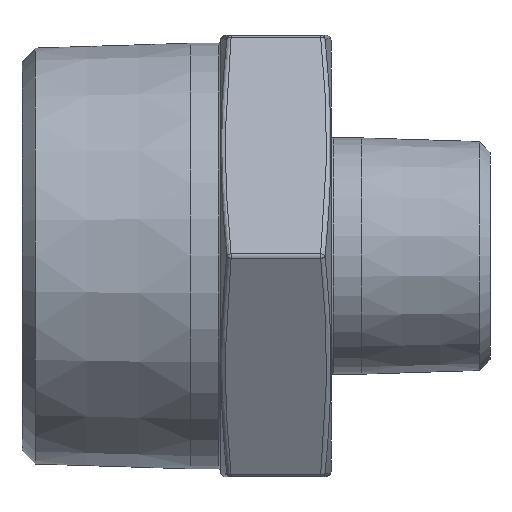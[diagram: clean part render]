
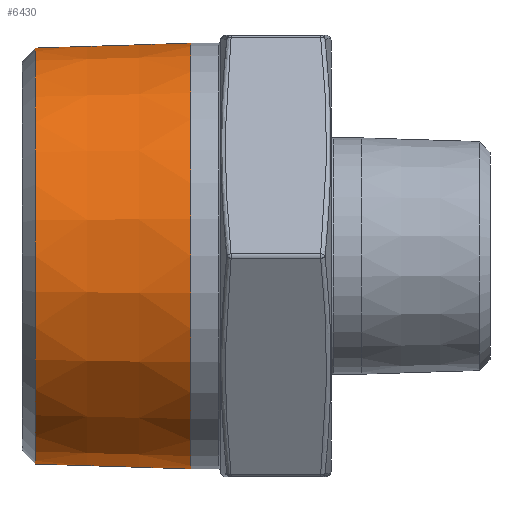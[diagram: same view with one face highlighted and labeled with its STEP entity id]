
A CAD part, front view. The second image highlights one B-rep face of the part: STEP entity #6430.
In plain terms, the highlighted conical face has half-angle 1.79 degrees and reference radius 23.901 mm.
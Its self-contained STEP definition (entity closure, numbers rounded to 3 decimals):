
#1223 = EDGE_CURVE ( 'NONE', #4728, #4728, #6803, .T. ) ;
#1584 = AXIS2_PLACEMENT_3D ( 'NONE', #13321, #9163, #6314 ) ;
#4728 = VERTEX_POINT ( 'NONE', #11912 ) ;
#4820 = CONICAL_SURFACE ( 'NONE', #10442, 23.901, 0.031 ) ;
#5634 = CARTESIAN_POINT ( 'NONE',  ( 1.478, 0., 23.551 ) ) ;
#5799 = DIRECTION ( 'NONE',  ( 0., 0., -1. ) ) ;
#6314 = DIRECTION ( 'NONE',  ( 0., 0., 1. ) ) ;
#6430 = ADVANCED_FACE ( 'NONE', ( #10840, #8207 ), #4820, .T. ) ;
#6553 = ORIENTED_EDGE ( 'NONE', *, *, #1223, .T. ) ;
#6626 = ORIENTED_EDGE ( 'NONE', *, *, #7525, .T. ) ;
#6803 = CIRCLE ( 'NONE', #8527, 24.101 ) ;
#7201 = DIRECTION ( 'NONE',  ( 1., 0., 0. ) ) ;
#7525 = EDGE_CURVE ( 'NONE', #11768, #11768, #8083, .T. ) ;
#8083 = CIRCLE ( 'NONE', #1584, 23.551 ) ;
#8207 = FACE_OUTER_BOUND ( 'NONE', #10359, .T. ) ;
#8527 = AXIS2_PLACEMENT_3D ( 'NONE', #12543, #9355, #12474 ) ;
#9163 = DIRECTION ( 'NONE',  ( 1., 0., 0. ) ) ;
#9355 = DIRECTION ( 'NONE',  ( -1., 0., 0. ) ) ;
#10058 = CARTESIAN_POINT ( 'NONE',  ( 12.7, 0., 0. ) ) ;
#10359 = EDGE_LOOP ( 'NONE', ( #6553 ) ) ;
#10442 = AXIS2_PLACEMENT_3D ( 'NONE', #10058, #7201, #5799 ) ;
#10840 = FACE_BOUND ( 'NONE', #13424, .T. ) ;
#11768 = VERTEX_POINT ( 'NONE', #5634 ) ;
#11912 = CARTESIAN_POINT ( 'NONE',  ( 19.1, 0., 24.101 ) ) ;
#12474 = DIRECTION ( 'NONE',  ( 0., 0., 1. ) ) ;
#12543 = CARTESIAN_POINT ( 'NONE',  ( 19.1, 0., 0. ) ) ;
#13321 = CARTESIAN_POINT ( 'NONE',  ( 1.478, 0., 0. ) ) ;
#13424 = EDGE_LOOP ( 'NONE', ( #6626 ) ) ;
